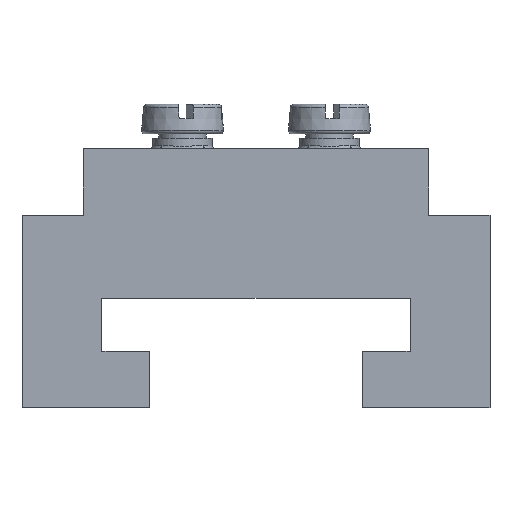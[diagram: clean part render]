
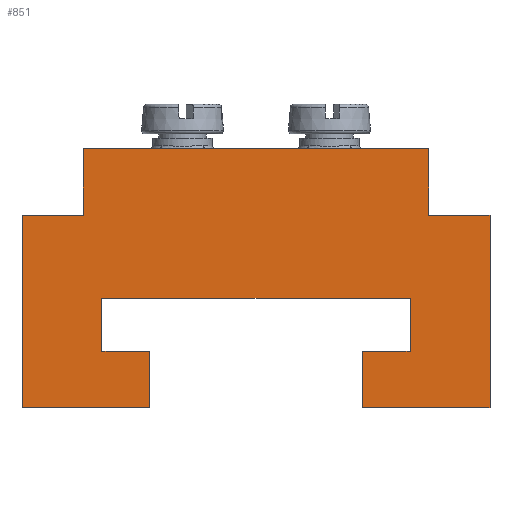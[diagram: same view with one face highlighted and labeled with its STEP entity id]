
A CAD part, front view. The second image highlights one B-rep face of the part: STEP entity #851.
In plain terms, the highlighted planar face has unit normal (0, -1, 0).
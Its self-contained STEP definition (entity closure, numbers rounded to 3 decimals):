
#13 = VECTOR ( 'NONE', #1351, 1000. ) ;
#56 = LINE ( 'NONE', #2501, #94 ) ;
#57 = ORIENTED_EDGE ( 'NONE', *, *, #3145, .F. ) ;
#71 = DIRECTION ( 'NONE',  ( 0., 0., 1. ) ) ;
#93 = CARTESIAN_POINT ( 'NONE',  ( 1.108, 5.275, 3.972 ) ) ;
#94 = VECTOR ( 'NONE', #2285, 1000. ) ;
#104 = EDGE_CURVE ( 'NONE', #434, #1957, #969, .T. ) ;
#118 = LINE ( 'NONE', #595, #2619 ) ;
#123 = CARTESIAN_POINT ( 'NONE',  ( 1.108, 5.275, -0.778 ) ) ;
#135 = VERTEX_POINT ( 'NONE', #2127 ) ;
#173 = CARTESIAN_POINT ( 'NONE',  ( -22.492, 5.275, 21.072 ) ) ;
#242 = LINE ( 'NONE', #582, #1764 ) ;
#275 = EDGE_CURVE ( 'NONE', #2992, #135, #1390, .T. ) ;
#306 = ORIENTED_EDGE ( 'NONE', *, *, #2478, .F. ) ;
#325 = ORIENTED_EDGE ( 'NONE', *, *, #2385, .F. ) ;
#342 = EDGE_CURVE ( 'NONE', #1658, #894, #1217, .T. ) ;
#390 = DIRECTION ( 'NONE',  ( 0., 0., -1. ) ) ;
#408 = DIRECTION ( 'NONE',  ( 1., 0., 0. ) ) ;
#429 = CARTESIAN_POINT ( 'NONE',  ( 5.108, 5.275, 3.972 ) ) ;
#434 = VERTEX_POINT ( 'NONE', #1389 ) ;
#479 = LINE ( 'NONE', #2463, #1300 ) ;
#494 = VECTOR ( 'NONE', #503, 1000. ) ;
#503 = DIRECTION ( 'NONE',  ( 1., 0., 0. ) ) ;
#549 = CARTESIAN_POINT ( 'NONE',  ( 1.108, 5.275, 3.972 ) ) ;
#551 = EDGE_CURVE ( 'NONE', #662, #2254, #932, .T. ) ;
#579 = DIRECTION ( 'NONE',  ( 1., 0., 0. ) ) ;
#582 = CARTESIAN_POINT ( 'NONE',  ( 6.708, 5.275, 21.072 ) ) ;
#595 = CARTESIAN_POINT ( 'NONE',  ( 11.858, 5.275, 15.472 ) ) ;
#623 = EDGE_CURVE ( 'NONE', #1957, #894, #2027, .T. ) ;
#639 = VECTOR ( 'NONE', #1989, 1000. ) ;
#648 = ORIENTED_EDGE ( 'NONE', *, *, #817, .F. ) ;
#656 = LINE ( 'NONE', #2168, #2792 ) ;
#662 = VERTEX_POINT ( 'NONE', #123 ) ;
#666 = CARTESIAN_POINT ( 'NONE',  ( -16.892, 5.275, -0.778 ) ) ;
#765 = EDGE_CURVE ( 'NONE', #1780, #2086, #479, .T. ) ;
#817 = EDGE_CURVE ( 'NONE', #1888, #1401, #656, .T. ) ;
#823 = CARTESIAN_POINT ( 'NONE',  ( -22.492, 5.275, 15.472 ) ) ;
#827 = FACE_OUTER_BOUND ( 'NONE', #1775, .T. ) ;
#851 = ADVANCED_FACE ( 'NONE', ( #827 ), #1925, .F. ) ;
#861 = ORIENTED_EDGE ( 'NONE', *, *, #342, .T. ) ;
#863 = CARTESIAN_POINT ( 'NONE',  ( 5.108, 5.275, 8.472 ) ) ;
#885 = CARTESIAN_POINT ( 'NONE',  ( -20.892, 5.275, 8.472 ) ) ;
#894 = VERTEX_POINT ( 'NONE', #1784 ) ;
#903 = VECTOR ( 'NONE', #1752, 1000. ) ;
#925 = ORIENTED_EDGE ( 'NONE', *, *, #1150, .F. ) ;
#932 = LINE ( 'NONE', #93, #1909 ) ;
#934 = CARTESIAN_POINT ( 'NONE',  ( -16.892, 5.275, 3.972 ) ) ;
#940 = EDGE_CURVE ( 'NONE', #662, #135, #2935, .T. ) ;
#941 = ORIENTED_EDGE ( 'NONE', *, *, #551, .F. ) ;
#945 = ORIENTED_EDGE ( 'NONE', *, *, #765, .F. ) ;
#954 = DIRECTION ( 'NONE',  ( 0., 0., 1. ) ) ;
#960 = CARTESIAN_POINT ( 'NONE',  ( 5.108, 5.275, 8.472 ) ) ;
#969 = LINE ( 'NONE', #2912, #494 ) ;
#973 = CARTESIAN_POINT ( 'NONE',  ( -27.642, 5.275, -0.778 ) ) ;
#978 = CARTESIAN_POINT ( 'NONE',  ( 6.708, 5.275, 21.072 ) ) ;
#990 = VERTEX_POINT ( 'NONE', #1656 ) ;
#1009 = CARTESIAN_POINT ( 'NONE',  ( -20.892, 5.275, 3.972 ) ) ;
#1054 = VECTOR ( 'NONE', #408, 1000. ) ;
#1074 = CARTESIAN_POINT ( 'NONE',  ( 6.708, 5.275, 15.472 ) ) ;
#1076 = ORIENTED_EDGE ( 'NONE', *, *, #2673, .T. ) ;
#1116 = LINE ( 'NONE', #429, #1054 ) ;
#1148 = ORIENTED_EDGE ( 'NONE', *, *, #2206, .F. ) ;
#1150 = EDGE_CURVE ( 'NONE', #1401, #1780, #3033, .T. ) ;
#1155 = DIRECTION ( 'NONE',  ( 0., 0., -1. ) ) ;
#1217 = LINE ( 'NONE', #2587, #1250 ) ;
#1250 = VECTOR ( 'NONE', #2572, 1000. ) ;
#1293 = VECTOR ( 'NONE', #954, 1000. ) ;
#1300 = VECTOR ( 'NONE', #2453, 1000. ) ;
#1351 = DIRECTION ( 'NONE',  ( 1., 0., 0. ) ) ;
#1355 = CARTESIAN_POINT ( 'NONE',  ( -20.892, 5.275, 3.972 ) ) ;
#1389 = CARTESIAN_POINT ( 'NONE',  ( -27.642, 5.275, 15.472 ) ) ;
#1390 = LINE ( 'NONE', #2829, #2438 ) ;
#1401 = VERTEX_POINT ( 'NONE', #1355 ) ;
#1516 = VECTOR ( 'NONE', #1521, 1000. ) ;
#1521 = DIRECTION ( 'NONE',  ( 1., 0., 0. ) ) ;
#1634 = VERTEX_POINT ( 'NONE', #1074 ) ;
#1656 = CARTESIAN_POINT ( 'NONE',  ( 5.108, 5.275, 3.972 ) ) ;
#1658 = VERTEX_POINT ( 'NONE', #978 ) ;
#1686 = EDGE_CURVE ( 'NONE', #990, #3114, #3151, .T. ) ;
#1692 = VERTEX_POINT ( 'NONE', #973 ) ;
#1728 = CARTESIAN_POINT ( 'NONE',  ( -27.642, 5.275, -0.778 ) ) ;
#1742 = CARTESIAN_POINT ( 'NONE',  ( -27.642, 5.275, -0.778 ) ) ;
#1752 = DIRECTION ( 'NONE',  ( 1., 0., 0. ) ) ;
#1764 = VECTOR ( 'NONE', #390, 1000. ) ;
#1765 = ORIENTED_EDGE ( 'NONE', *, *, #1686, .F. ) ;
#1775 = EDGE_LOOP ( 'NONE', ( #861, #2662, #2187, #1076, #2884, #945, #925, #648, #57, #1765, #325, #941, #3038, #3002, #1148, #306 ) ) ;
#1780 = VERTEX_POINT ( 'NONE', #934 ) ;
#1784 = CARTESIAN_POINT ( 'NONE',  ( -22.492, 5.275, 21.072 ) ) ;
#1793 = DIRECTION ( 'NONE',  ( 0., 0., 1. ) ) ;
#1799 = DIRECTION ( 'NONE',  ( 0., 1., 0. ) ) ;
#1807 = CARTESIAN_POINT ( 'NONE',  ( -27.642, 5.275, 21.072 ) ) ;
#1888 = VERTEX_POINT ( 'NONE', #885 ) ;
#1909 = VECTOR ( 'NONE', #71, 1000. ) ;
#1925 = PLANE ( 'NONE',  #2087 ) ;
#1957 = VERTEX_POINT ( 'NONE', #823 ) ;
#1989 = DIRECTION ( 'NONE',  ( 0., 0., 1. ) ) ;
#2008 = VECTOR ( 'NONE', #3092, 1000. ) ;
#2027 = LINE ( 'NONE', #173, #639 ) ;
#2086 = VERTEX_POINT ( 'NONE', #666 ) ;
#2087 = AXIS2_PLACEMENT_3D ( 'NONE', #1807, #1799, #1793 ) ;
#2120 = LINE ( 'NONE', #1728, #13 ) ;
#2127 = CARTESIAN_POINT ( 'NONE',  ( 11.858, 5.275, -0.778 ) ) ;
#2168 = CARTESIAN_POINT ( 'NONE',  ( -20.892, 5.275, 8.472 ) ) ;
#2187 = ORIENTED_EDGE ( 'NONE', *, *, #104, .F. ) ;
#2206 = EDGE_CURVE ( 'NONE', #1634, #2992, #118, .T. ) ;
#2254 = VERTEX_POINT ( 'NONE', #549 ) ;
#2285 = DIRECTION ( 'NONE',  ( -1., 0., 0. ) ) ;
#2385 = EDGE_CURVE ( 'NONE', #2254, #990, #1116, .T. ) ;
#2438 = VECTOR ( 'NONE', #2774, 1000. ) ;
#2453 = DIRECTION ( 'NONE',  ( 0., 0., -1. ) ) ;
#2463 = CARTESIAN_POINT ( 'NONE',  ( -16.892, 5.275, 3.972 ) ) ;
#2478 = EDGE_CURVE ( 'NONE', #1658, #1634, #242, .T. ) ;
#2501 = CARTESIAN_POINT ( 'NONE',  ( -20.892, 5.275, 8.472 ) ) ;
#2572 = DIRECTION ( 'NONE',  ( -1., 0., 0. ) ) ;
#2587 = CARTESIAN_POINT ( 'NONE',  ( -22.492, 5.275, 21.072 ) ) ;
#2619 = VECTOR ( 'NONE', #579, 1000. ) ;
#2662 = ORIENTED_EDGE ( 'NONE', *, *, #623, .F. ) ;
#2673 = EDGE_CURVE ( 'NONE', #434, #1692, #2986, .T. ) ;
#2746 = EDGE_CURVE ( 'NONE', #1692, #2086, #2120, .T. ) ;
#2774 = DIRECTION ( 'NONE',  ( 0., 0., -1. ) ) ;
#2792 = VECTOR ( 'NONE', #1155, 1000. ) ;
#2829 = CARTESIAN_POINT ( 'NONE',  ( 11.858, 5.275, 21.072 ) ) ;
#2884 = ORIENTED_EDGE ( 'NONE', *, *, #2746, .T. ) ;
#2901 = CARTESIAN_POINT ( 'NONE',  ( 11.858, 5.275, 15.472 ) ) ;
#2912 = CARTESIAN_POINT ( 'NONE',  ( -27.642, 5.275, 15.472 ) ) ;
#2933 = CARTESIAN_POINT ( 'NONE',  ( -27.642, 5.275, 21.072 ) ) ;
#2935 = LINE ( 'NONE', #1742, #903 ) ;
#2986 = LINE ( 'NONE', #2933, #2008 ) ;
#2992 = VERTEX_POINT ( 'NONE', #2901 ) ;
#3002 = ORIENTED_EDGE ( 'NONE', *, *, #275, .F. ) ;
#3033 = LINE ( 'NONE', #1009, #1516 ) ;
#3038 = ORIENTED_EDGE ( 'NONE', *, *, #940, .T. ) ;
#3092 = DIRECTION ( 'NONE',  ( 0., 0., -1. ) ) ;
#3114 = VERTEX_POINT ( 'NONE', #863 ) ;
#3145 = EDGE_CURVE ( 'NONE', #3114, #1888, #56, .T. ) ;
#3151 = LINE ( 'NONE', #960, #1293 ) ;
